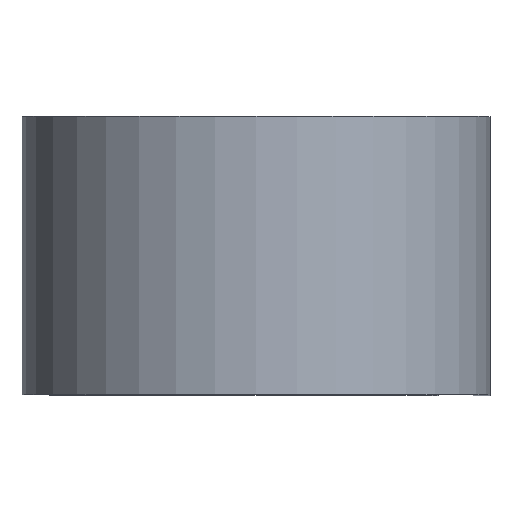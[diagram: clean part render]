
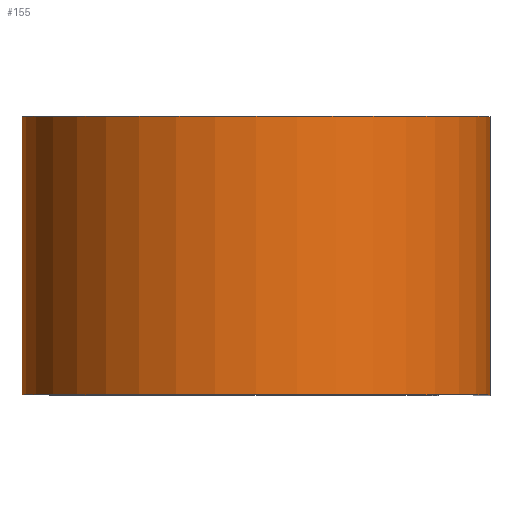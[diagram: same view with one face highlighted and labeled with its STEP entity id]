
A CAD part, top view. The second image highlights one B-rep face of the part: STEP entity #155.
In plain terms, the highlighted cylindrical face has radius 21.361 mm (diameter 42.723 mm), a partial arc.
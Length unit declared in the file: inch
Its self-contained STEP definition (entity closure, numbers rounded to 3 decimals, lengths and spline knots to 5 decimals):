
#22 = LINE ( 'NONE', #235, #65 ) ;
#39 = CYLINDRICAL_SURFACE ( 'NONE', #322, 0.841 ) ;
#51 = EDGE_CURVE ( 'NONE', #195, #124, #22, .T. ) ;
#52 = ORIENTED_EDGE ( 'NONE', *, *, #51, .F. ) ;
#56 = FACE_OUTER_BOUND ( 'NONE', #215, .T. ) ;
#65 = VECTOR ( 'NONE', #440, 39.37008 ) ;
#101 = ORIENTED_EDGE ( 'NONE', *, *, #139, .F. ) ;
#124 = VERTEX_POINT ( 'NONE', #281 ) ;
#130 = CARTESIAN_POINT ( 'NONE',  ( 0.841, 0.5, 0. ) ) ;
#139 = EDGE_CURVE ( 'NONE', #224, #195, #510, .T. ) ;
#155 = ADVANCED_FACE ( 'NONE', ( #56 ), #39, .T. ) ;
#162 = DIRECTION ( 'NONE',  ( 0., 1., 0. ) ) ;
#195 = VERTEX_POINT ( 'NONE', #130 ) ;
#204 = ORIENTED_EDGE ( 'NONE', *, *, #518, .T. ) ;
#215 = EDGE_LOOP ( 'NONE', ( #232, #52, #101, #204 ) ) ;
#224 = VERTEX_POINT ( 'NONE', #275 ) ;
#225 = CARTESIAN_POINT ( 'NONE',  ( 0., -0.5, -0.841 ) ) ;
#232 = ORIENTED_EDGE ( 'NONE', *, *, #324, .T. ) ;
#235 = CARTESIAN_POINT ( 'NONE',  ( 0.841, 0.5, 0. ) ) ;
#257 = VERTEX_POINT ( 'NONE', #225 ) ;
#275 = CARTESIAN_POINT ( 'NONE',  ( 0., 0.5, -0.841 ) ) ;
#281 = CARTESIAN_POINT ( 'NONE',  ( 0.841, -0.5, 0. ) ) ;
#292 = LINE ( 'NONE', #505, #301 ) ;
#301 = VECTOR ( 'NONE', #313, 39.37008 ) ;
#313 = DIRECTION ( 'NONE',  ( 0., -1., 0. ) ) ;
#322 = AXIS2_PLACEMENT_3D ( 'NONE', #344, #387, #431 ) ;
#324 = EDGE_CURVE ( 'NONE', #257, #124, #602, .T. ) ;
#334 = AXIS2_PLACEMENT_3D ( 'NONE', #629, #162, #394 ) ;
#344 = CARTESIAN_POINT ( 'NONE',  ( 0., 0.5, 0. ) ) ;
#381 = AXIS2_PLACEMENT_3D ( 'NONE', #477, #465, #460 ) ;
#387 = DIRECTION ( 'NONE',  ( 0., -1., 0. ) ) ;
#394 = DIRECTION ( 'NONE',  ( 1., 0., 0. ) ) ;
#431 = DIRECTION ( 'NONE',  ( 0., 0., -1. ) ) ;
#440 = DIRECTION ( 'NONE',  ( 0., -1., 0. ) ) ;
#460 = DIRECTION ( 'NONE',  ( 1., 0., 0. ) ) ;
#465 = DIRECTION ( 'NONE',  ( 0., 1., 0. ) ) ;
#477 = CARTESIAN_POINT ( 'NONE',  ( 0., 0.5, 0. ) ) ;
#505 = CARTESIAN_POINT ( 'NONE',  ( 0., 0.5, -0.841 ) ) ;
#510 = CIRCLE ( 'NONE', #381, 0.841 ) ;
#518 = EDGE_CURVE ( 'NONE', #224, #257, #292, .T. ) ;
#602 = CIRCLE ( 'NONE', #334, 0.841 ) ;
#629 = CARTESIAN_POINT ( 'NONE',  ( 0., -0.5, 0. ) ) ;
